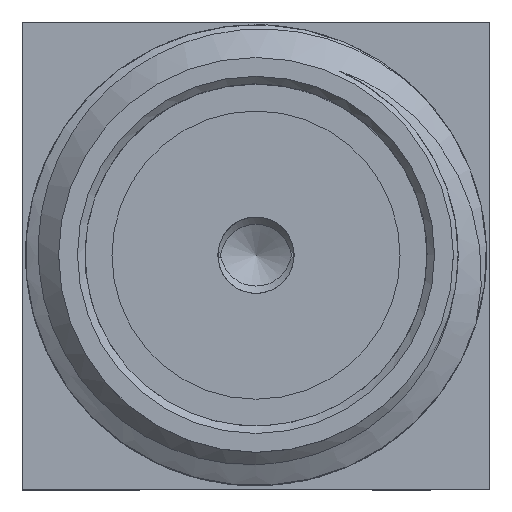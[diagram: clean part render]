
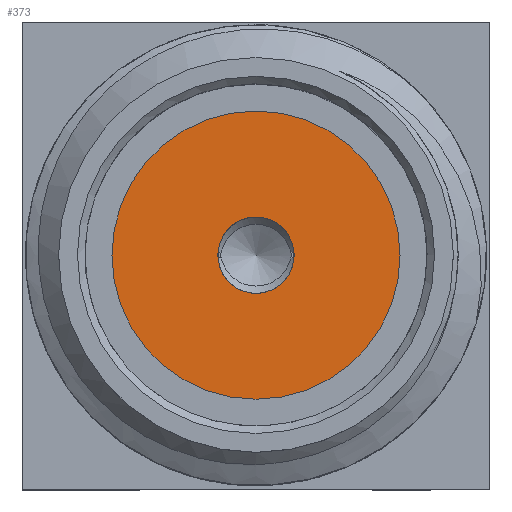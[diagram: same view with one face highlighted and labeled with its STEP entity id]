
A CAD part, top view. The second image highlights one B-rep face of the part: STEP entity #373.
In plain terms, the highlighted face is planar.
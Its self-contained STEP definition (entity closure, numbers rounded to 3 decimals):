
#373=ADVANCED_FACE('',(#2853,#2855),#2857,.T.);
#2853=FACE_BOUND('',#2854,.T.);
#2854=EDGE_LOOP('',(#3301));
#2855=FACE_BOUND('',#2856,.T.);
#2856=EDGE_LOOP('',(#3302));
#2857=PLANE('',#2858);
#2858=AXIS2_PLACEMENT_3D('',#2859,#2860,#2861);
#2859=CARTESIAN_POINT('',(2.057,1.842,0.));
#2860=DIRECTION('',(-1.,0.,0.));
#2861=DIRECTION('',(0.,1.,0.));
#3301=ORIENTED_EDGE('',*,*,#3545,.T.);
#3302=ORIENTED_EDGE('',*,*,#3546,.T.);
#3545=EDGE_CURVE('',#3772,#3772,#3773,.T.);
#3546=EDGE_CURVE('',#3774,#3774,#3775,.T.);
#3772=VERTEX_POINT('',#6821);
#3773=CIRCLE('',#6822,1.956);
#3774=VERTEX_POINT('',#6826);
#3775=CIRCLE('',#6827,0.518);
#6821=CARTESIAN_POINT('',(2.057,0.,1.956));
#6822=AXIS2_PLACEMENT_3D('',#6823,#6824,#6825);
#6823=CARTESIAN_POINT('',(2.057,0.,0.));
#6824=DIRECTION('',(-1.,0.,0.));
#6825=DIRECTION('',(0.,0.,1.));
#6826=CARTESIAN_POINT('',(2.057,0.,0.518));
#6827=AXIS2_PLACEMENT_3D('',#6828,#6829,#6830);
#6828=CARTESIAN_POINT('',(2.057,0.,0.));
#6829=DIRECTION('',(1.,-0.,-0.));
#6830=DIRECTION('',(0.,0.,-1.));
